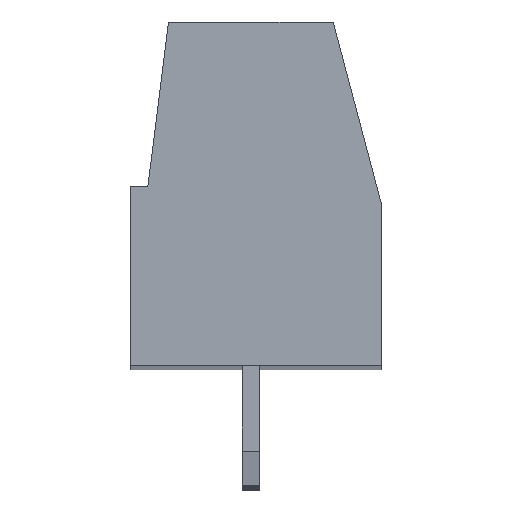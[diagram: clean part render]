
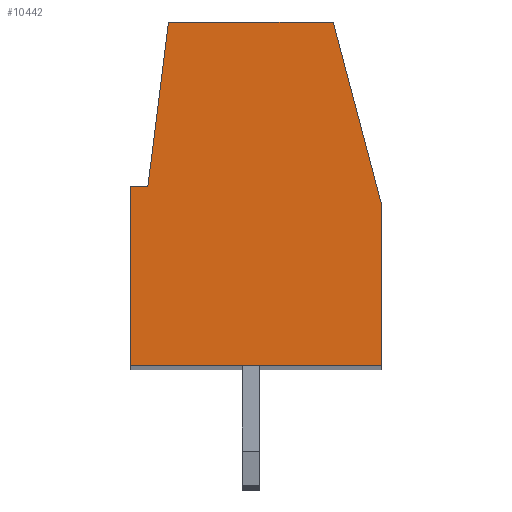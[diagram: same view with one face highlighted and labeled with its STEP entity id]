
A CAD part, top view. The second image highlights one B-rep face of the part: STEP entity #10442.
In plain terms, the highlighted planar face has unit normal (0, 0, 1).
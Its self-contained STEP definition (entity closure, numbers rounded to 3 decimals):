
#13=DIRECTION('',(0.,1.,0.));
#14=VECTOR('',#13,5.2);
#15=CARTESIAN_POINT('',(-3.5,-3.305,75.6));
#16=LINE('',#15,#14);
#17=DIRECTION('',(1.,0.,0.));
#18=VECTOR('',#17,0.5);
#19=CARTESIAN_POINT('',(-3.5,1.895,75.6));
#20=LINE('',#19,#18);
#21=DIRECTION('',(0.124,0.992,0.));
#22=VECTOR('',#21,4.837);
#23=CARTESIAN_POINT('',(-3.,1.895,75.6));
#24=LINE('',#23,#22);
#25=DIRECTION('',(1.,0.,0.));
#26=VECTOR('',#25,4.8);
#27=CARTESIAN_POINT('',(-2.4,6.695,75.6));
#28=LINE('',#27,#26);
#29=DIRECTION('',(0.255,-0.967,0.));
#30=VECTOR('',#29,5.482);
#31=CARTESIAN_POINT('',(2.4,6.695,75.6));
#32=LINE('',#31,#30);
#33=DIRECTION('',(0.,-1.,0.));
#34=VECTOR('',#33,4.7);
#35=CARTESIAN_POINT('',(3.8,1.395,75.6));
#36=LINE('',#35,#34);
#37=DIRECTION('',(-1.,0.,0.));
#38=VECTOR('',#37,7.3);
#39=CARTESIAN_POINT('',(3.8,-3.305,75.6));
#40=LINE('',#39,#38);
#8237=CARTESIAN_POINT('',(-3.5,-3.305,75.6));
#8238=CARTESIAN_POINT('',(-3.5,1.895,75.6));
#8239=VERTEX_POINT('',#8237);
#8240=VERTEX_POINT('',#8238);
#8241=CARTESIAN_POINT('',(3.8,-3.305,75.6));
#8242=VERTEX_POINT('',#8241);
#8243=CARTESIAN_POINT('',(3.8,1.395,75.6));
#8244=VERTEX_POINT('',#8243);
#8245=CARTESIAN_POINT('',(2.4,6.695,75.6));
#8246=VERTEX_POINT('',#8245);
#8247=CARTESIAN_POINT('',(-2.4,6.695,75.6));
#8248=VERTEX_POINT('',#8247);
#8249=CARTESIAN_POINT('',(-3.,1.895,75.6));
#8250=VERTEX_POINT('',#8249);
#10421=CARTESIAN_POINT('',(0.,0.,75.6));
#10422=DIRECTION('',(0.,0.,1.));
#10423=DIRECTION('',(1.,0.,0.));
#10424=AXIS2_PLACEMENT_3D('',#10421,#10422,#10423);
#10425=PLANE('',#10424);
#10427=ORIENTED_EDGE('',*,*,#10426,.T.);
#10429=ORIENTED_EDGE('',*,*,#10428,.T.);
#10431=ORIENTED_EDGE('',*,*,#10430,.T.);
#10433=ORIENTED_EDGE('',*,*,#10432,.T.);
#10435=ORIENTED_EDGE('',*,*,#10434,.T.);
#10437=ORIENTED_EDGE('',*,*,#10436,.T.);
#10439=ORIENTED_EDGE('',*,*,#10438,.T.);
#10440=EDGE_LOOP('',(#10427,#10429,#10431,#10433,#10435,#10437,#10439));
#10441=FACE_OUTER_BOUND('',#10440,.F.);
#10426=EDGE_CURVE('',#8239,#8240,#16,.T.);
#10428=EDGE_CURVE('',#8240,#8250,#20,.T.);
#10430=EDGE_CURVE('',#8250,#8248,#24,.T.);
#10432=EDGE_CURVE('',#8248,#8246,#28,.T.);
#10434=EDGE_CURVE('',#8246,#8244,#32,.T.);
#10436=EDGE_CURVE('',#8244,#8242,#36,.T.);
#10438=EDGE_CURVE('',#8242,#8239,#40,.T.);
#10442=ADVANCED_FACE('',(#10441),#10425,.T.);
